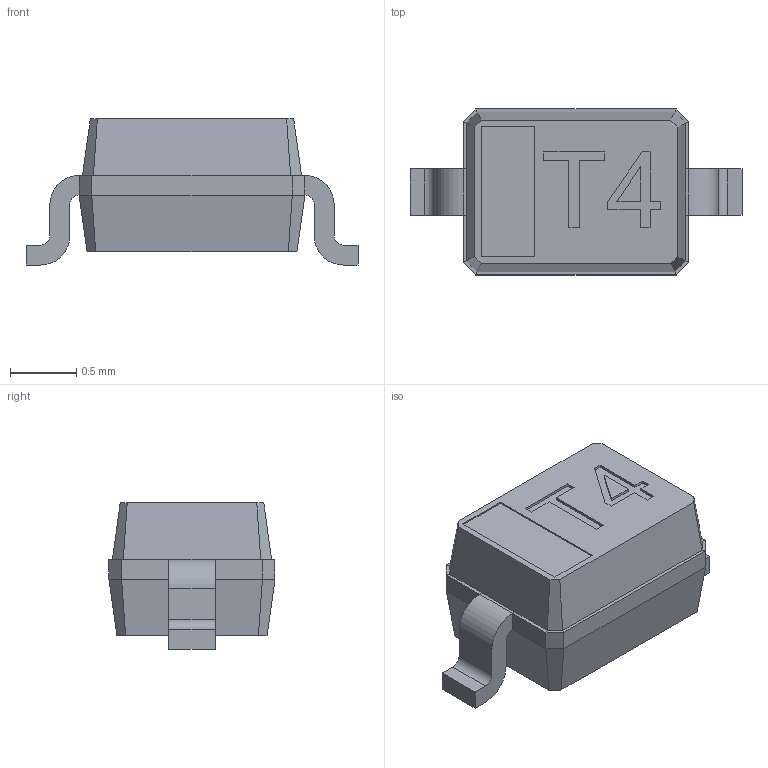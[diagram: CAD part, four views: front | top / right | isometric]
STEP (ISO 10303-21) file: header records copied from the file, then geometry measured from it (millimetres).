
FILE_DESCRIPTION(/* description */ (''),/* implementation_level */ '2;1');
FILE_NAME(/* name */ '1N4148_SOD-323.step',/* time_stamp */ '2020-07-23T08:27:20+07:00',/* author */ (''),/* organization */ (''),/* preprocessor_version */ 'ST-DEVELOPER v18.1',/* originating_system */ 'Autodesk Translation Framework v9.3.0.1241',/* authorisation */ '');
FILE_SCHEMA (('AUTOMOTIVE_DESIGN { 1 0 10303 214 3 1 1 }'));
Length unit declared in the file: millimetre
Products named in the file (2): (Unsaved); text
Assembly tree (1 placements, depth 2):
  (Unsaved)
    text
Bounding box: 2.5 x 1.25 x 1.1 mm (x, y, z)
Volume: 2 mm3; surface area: 10.8 mm2
Topology: 1 solids, 1 shells, 92 faces, 222 edges, 136 vertices
Faces by surface type: plane 84, cylinder 8
Entity records: 2736 total; most frequent: CARTESIAN_POINT 453, ORIENTED_EDGE 444, DIRECTION 428, EDGE_CURVE 222, LINE 206, VECTOR 206, VERTEX_POINT 136, AXIS2_PLACEMENT_3D 111
